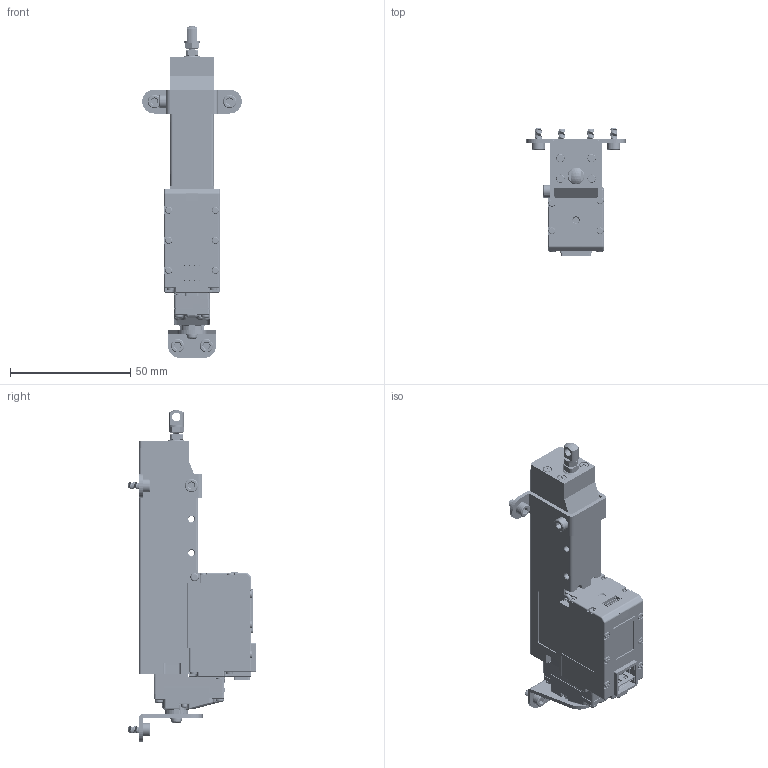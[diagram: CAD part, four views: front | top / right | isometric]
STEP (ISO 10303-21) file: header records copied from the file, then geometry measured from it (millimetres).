
FILE_DESCRIPTION (( 'STEP AP203' ), '1' );
FILE_NAME ('IR-MB03&07_Vertical.STEP', '2024-12-26T06:57:56', ( '' ), ( '' ), 'SwSTEP 2.0', 'SolidWorks 2020', '' );
FILE_SCHEMA (( 'CONFIG_CONTROL_DESIGN' ));
Length unit declared in the file: millimetre
Products named in the file (43): IROIX0027 WASHER, FLT ID2.6XOD5X0.5T SUS; iRMIT0004 ROD 60, TR4 METAL; IREAB0014 PCBA, MAIN SERVO-17FC-F; IROIX0031 SCREW, CH T1.7X6 PLS STL NI; MAIN PCB_IR_LS_3G_F_R02; IRMIT0052 NUT, HINGE; IRMIS0018 BRACKET 3A, IR-MB03&07; IRMID0002 CASE STROKE 60; IROIX0005 SCREW, PH M2x6 PLS  STL BK; IR-MB03&07_Vertical; IRMIP0043 LENS-17PI; IRMIP0044 COVER-T, 17PI MOTOR; IROIX0063 SCREW, SS M3x8 HEX STL NI; IROIX0008 SCREW, PH T1.7X18 PLS STL NI; IRMIP0042 COVER-F, 17PI MOTOR; CONNECTOR_NW-A1.25-5AW(I-O terminal); IRMIP0039 COVER-R, MOTOR-17PI; ASSY, GEAR-BOX 17Lf-E; IRMIP0034 GEAR-BOX MIDDLE-17PI; IRMIP0038 COVER-L, MOTOR-17PI; IROIX0003 SCREW, CS T1.4x4 PLS STL NI-1; IRMIS0005 BRACKET 3C, IR-MB03&07; IRMIN0002 COVER POT 60; IRMIP0037 GEAR, 2ND RESIN(9.3vs1) -17PI; IRMAA0180 ASSY, COVER LENS-17PI; IRMIT0053 ROD LINKAGE; IROIX0004 SCREW, PH M2x10 PLS  STL BK; IRMIT0063 PIN D1.4X L17; IROIX0060 SCREW, PH M2.5X6 PLS STL ZNC; IRMIP0007 COVER END; IRMIR0005 CAP, RUBBER 17Lf MOTOR; IROIX0009 SCREW, PH T 2x18 PLS STL NI; 17Lf-xxxxx-57(temp); IROIX0009 SCREW, PH T 2x12 PLS STL NI; IRMIP0035 GEAR-BOX TOP-17PI; SUB PCB (I-O terminal-mount); IROIX0013 NUT, M3.0-2.4T NI; CONNECTOR_MOLEX_4PIN-熱霜; IRMIT0018 NUT, ROD END SUS; IRMIP0008 CASE, PT BTM ...
Assembly tree (69 placements, depth 5):
  IR-MB03&07_Vertical
    IRMIS0005 BRACKET 3C, IR-MB03&07
    IROIX0063 SCREW, SS M3x8 HEX STL NI  x5
    IRMIS0018 BRACKET 3A, IR-MB03&07
    IROIX0060 SCREW, PH M2.5X6 PLS STL ZNC
    IROIX0027 WASHER, FLT ID2.6XOD5X0.5T SUS
    17Lf-xxxxx-57(temp)
      IRMIP0008 CASE, PT BTM
      IRMIP0029 CASE, PT TOP
      IRMIT0052 NUT, HINGE
      IROIX0008 SCREW, PH T1.7X18 PLS STL NI  x2
      IROIX0009 SCREW, PH T 2x18 PLS STL NI  x2
      IROIX0009 SCREW, PH T 2x12 PLS STL NI  x2
      IROIX0003 SCREW, CS T1.4x4 PLS STL NI-1  x5
      IRMIP0002 SPACER
      IROIX0005 SCREW, PH M2x6 PLS  STL BK  x2
      IROIX0004 SCREW, PH M2x10 PLS  STL BK  x2
      IRMIP0007 COVER END
      IRMIT0018 NUT, ROD END SUS
      IROIX0013 NUT, M3.0-2.4T NI
      IRMIT0053 ROD LINKAGE
      iRMIT0004 ROD 60, TR4 METAL
      IRMIN0002 COVER POT 60
      ASSY, GEAR-BOX 17Lf-E
        IRMIP0035 GEAR-BOX TOP-17PI
        IRMIP0038 COVER-L, MOTOR-17PI
        IRMIP0039 COVER-R, MOTOR-17PI
        IROIX0030 SCREW, CH T1.7X14 PLS STL NI  x4
        IRMIP0037 GEAR, 2ND RESIN(9.3vs1) -17PI
        IRMIT0063 PIN D1.4X L17
        IRMIP0034 GEAR-BOX MIDDLE-17PI
        IRMAA0180 ASSY, COVER LENS-17PI
          IRMIP0042 COVER-F, 17PI MOTOR
          IRMIP0043 LENS-17PI
        IREAB0014 PCBA, MAIN SERVO-17FC-F
          MAIN PCB_IR_LS_3G_F_R02
          CONNECTOR_MOLEX_4PIN-熱霜  x2
          CONNECTOR_NW-A1.25-5AW(I-O terminal)
          SUB PCB (I-O terminal-mount)
        IRMIR0005 CAP, RUBBER 17Lf MOTOR
        IROIX0031 SCREW, CH T1.7X6 PLS STL NI  x10
        IRMIP0044 COVER-T, 17PI MOTOR
        IROIX0009 SCREW, PH T 2x18 PLS STL NI
    IRMID0002 CASE STROKE 60
Bounding box: 41.3 x 52.9 x 138 mm (x, y, z)
Volume: 42934.7 mm3; surface area: 51141.7 mm2
Topology: 192 solids, 192 shells, 4637 faces, 11687 edges, 7569 vertices
Faces by surface type: plane 2681, cylinder 1425, cone 336, bspline 102, torus 83, sphere 10
Entity records: 130219 total; most frequent: CARTESIAN_POINT 31844, DIRECTION 19340, ORIENTED_EDGE 19270, EDGE_CURVE 9635, AXIS2_PLACEMENT_3D 6458, VECTOR 6424, LINE 6424, VERTEX_POINT 6275
